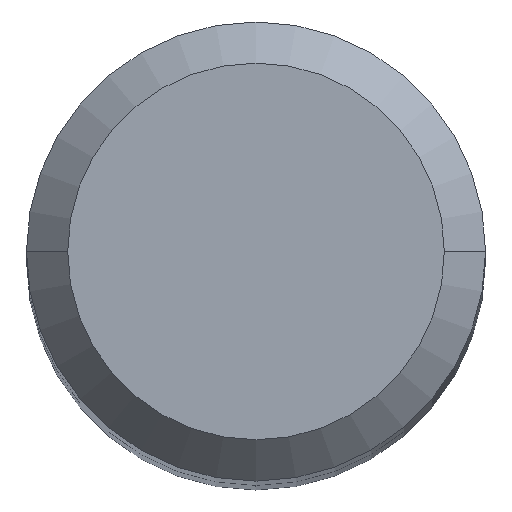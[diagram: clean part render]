
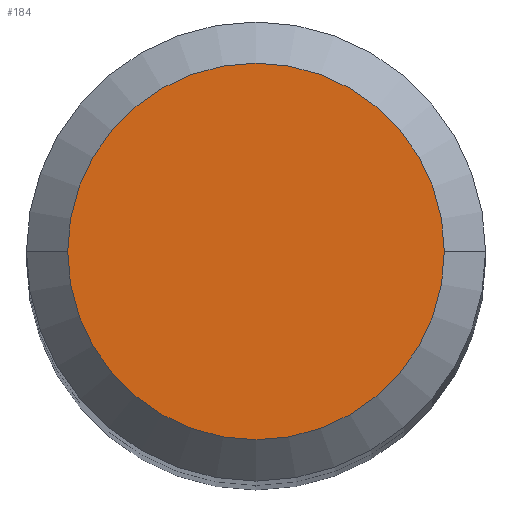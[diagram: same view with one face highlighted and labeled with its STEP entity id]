
A CAD part, top view. The second image highlights one B-rep face of the part: STEP entity #184.
In plain terms, the highlighted planar face has unit normal (0, 0, 1).
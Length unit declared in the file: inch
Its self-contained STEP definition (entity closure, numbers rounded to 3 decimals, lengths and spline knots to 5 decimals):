
#20 = DIRECTION ( 'NONE',  ( 0., 0., 1. ) ) ;
#21 = AXIS2_PLACEMENT_3D ( 'NONE', #55, #91, #160 ) ;
#43 = ORIENTED_EDGE ( 'NONE', *, *, #280, .T. ) ;
#48 = CARTESIAN_POINT ( 'NONE',  ( 0.14275, 0., 0. ) ) ;
#51 = AXIS2_PLACEMENT_3D ( 'NONE', #182, #20, #124 ) ;
#55 = CARTESIAN_POINT ( 'NONE',  ( 0., 0., 0. ) ) ;
#67 = DIRECTION ( 'NONE',  ( 0., 0., 1. ) ) ;
#74 = CIRCLE ( 'NONE', #51, 0.14275 ) ;
#91 = DIRECTION ( 'NONE',  ( 0., 0., -1. ) ) ;
#93 = DIRECTION ( 'NONE',  ( 1., 0., 0. ) ) ;
#124 = DIRECTION ( 'NONE',  ( 1., 0., 0. ) ) ;
#130 = PLANE ( 'NONE',  #21 ) ;
#157 = CIRCLE ( 'NONE', #206, 0.14275 ) ;
#160 = DIRECTION ( 'NONE',  ( -1., 0., 0. ) ) ;
#166 = CARTESIAN_POINT ( 'NONE',  ( 0., 0., 0. ) ) ;
#182 = CARTESIAN_POINT ( 'NONE',  ( 0., 0., 0. ) ) ;
#184 = ADVANCED_FACE ( 'NONE', ( #245 ), #130, .F. ) ;
#194 = EDGE_LOOP ( 'NONE', ( #43, #376 ) ) ;
#206 = AXIS2_PLACEMENT_3D ( 'NONE', #166, #67, #93 ) ;
#241 = EDGE_CURVE ( 'NONE', #372, #265, #74, .T. ) ;
#243 = CARTESIAN_POINT ( 'NONE',  ( -0.14275, 0., 0. ) ) ;
#245 = FACE_OUTER_BOUND ( 'NONE', #194, .T. ) ;
#265 = VERTEX_POINT ( 'NONE', #243 ) ;
#280 = EDGE_CURVE ( 'NONE', #265, #372, #157, .T. ) ;
#372 = VERTEX_POINT ( 'NONE', #48 ) ;
#376 = ORIENTED_EDGE ( 'NONE', *, *, #241, .T. ) ;
